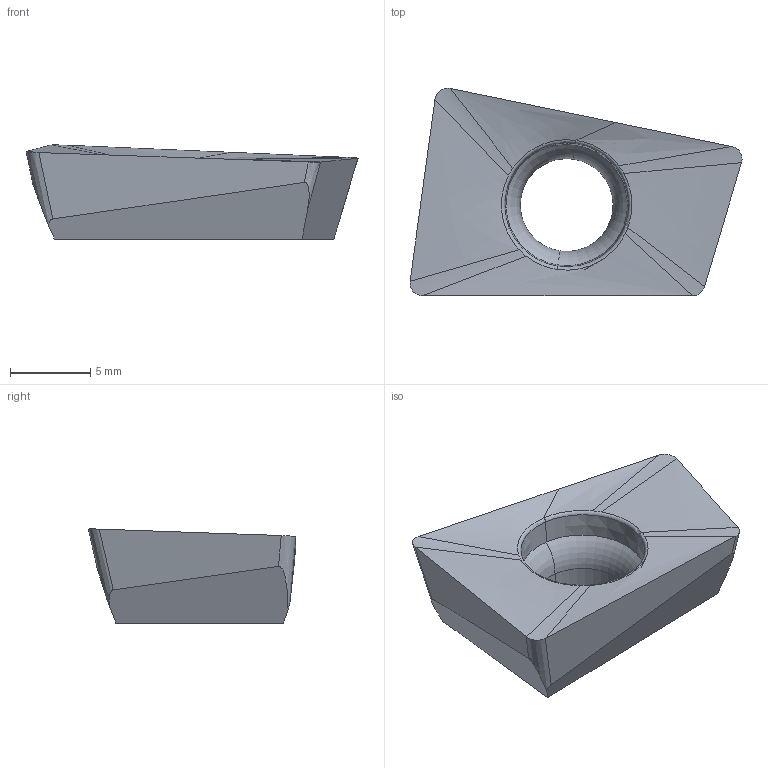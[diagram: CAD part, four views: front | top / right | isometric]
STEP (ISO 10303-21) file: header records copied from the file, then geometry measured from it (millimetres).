
FILE_DESCRIPTION(/* description */ (''),/* implementation_level */ '2;1');
FILE_NAME(/* name */ 'QOMT1959R-M2.stp',/* time_stamp */ '2021-09-07T08:28:48+09:00',/* author */ (''),/* organization */ (''),/* preprocessor_version */ 'ST-DEVELOPER v16',/* originating_system */ 'SIEMENS PLM Software NX 10.0',/* authorisation */ '');
FILE_SCHEMA (('AUTOMOTIVE_DESIGN { 1 0 10303 214 3 1 1 1 }'));
Length unit declared in the file: millimetre
Products named in the file (1): QOMT1959R-M2
Bounding box: 20.74 x 12.97 x 5.88 mm (x, y, z)
Volume: 751.5 mm3; surface area: 695.6 mm2
Topology: 1 solids, 1 shells, 29 faces, 81 edges, 66 vertices
Faces by surface type: bspline 12, plane 8, torus 4, cone 2, cylinder 2, extrusion 1
Entity records: 1715 total; most frequent: CARTESIAN_POINT 997, ORIENTED_EDGE 140, DIRECTION 101, EDGE_CURVE 70, VERTEX_POINT 42, B_SPLINE_CURVE_WITH_KNOTS 39, AXIS2_PLACEMENT_3D 37, EDGE_LOOP 30
